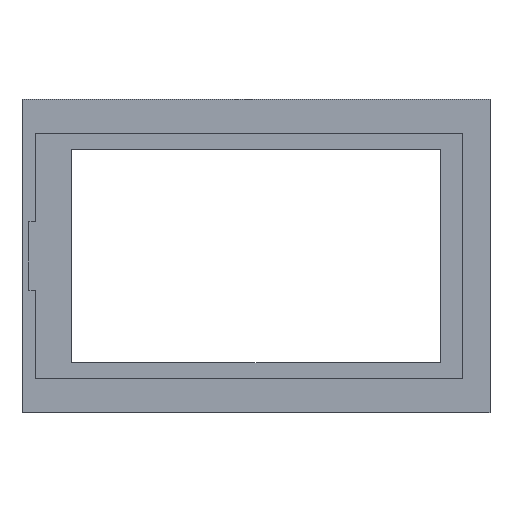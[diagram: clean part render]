
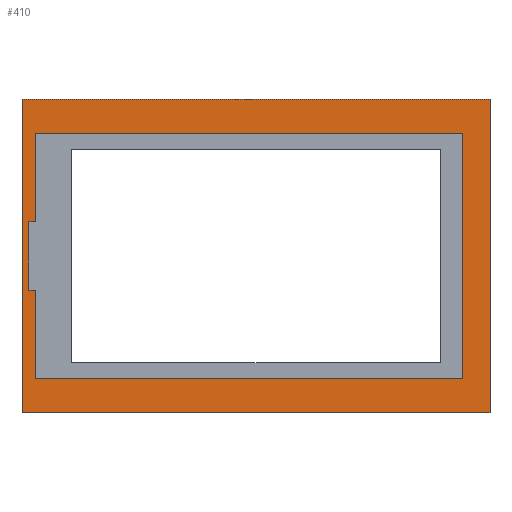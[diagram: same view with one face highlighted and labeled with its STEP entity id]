
A CAD part, top view. The second image highlights one B-rep face of the part: STEP entity #410.
In plain terms, the highlighted planar face has unit normal (0, 0, 1).
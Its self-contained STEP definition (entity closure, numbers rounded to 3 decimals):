
#18 = VECTOR ( 'NONE', #367, 1000. ) ;
#37 = DIRECTION ( 'NONE',  ( 1., 0., 0. ) ) ;
#40 = LINE ( 'NONE', #588, #387 ) ;
#42 = ORIENTED_EDGE ( 'NONE', *, *, #297, .F. ) ;
#51 = VECTOR ( 'NONE', #315, 1000. ) ;
#57 = VECTOR ( 'NONE', #554, 1000. ) ;
#65 = CARTESIAN_POINT ( 'NONE',  ( 13.828, 35.944, 3. ) ) ;
#67 = ORIENTED_EDGE ( 'NONE', *, *, #191, .F. ) ;
#77 = DIRECTION ( 'NONE',  ( 0., -1., 0. ) ) ;
#78 = VERTEX_POINT ( 'NONE', #386 ) ;
#79 = CARTESIAN_POINT ( 'NONE',  ( 107.828, 1.444, 3. ) ) ;
#80 = VECTOR ( 'NONE', #37, 1000. ) ;
#81 = VECTOR ( 'NONE', #484, 1000. ) ;
#93 = EDGE_CURVE ( 'NONE', #111, #328, #124, .T. ) ;
#106 = EDGE_CURVE ( 'NONE', #398, #524, #349, .T. ) ;
#111 = VERTEX_POINT ( 'NONE', #311 ) ;
#124 = LINE ( 'NONE', #436, #253 ) ;
#129 = CARTESIAN_POINT ( 'NONE',  ( 107.828, 55.444, 3. ) ) ;
#146 = CARTESIAN_POINT ( 'NONE',  ( 13.828, 1.444, 3. ) ) ;
#153 = VECTOR ( 'NONE', #322, 1000. ) ;
#154 = LINE ( 'NONE', #65, #527 ) ;
#157 = CARTESIAN_POINT ( 'NONE',  ( 10.828, -6.056, 3. ) ) ;
#170 = CARTESIAN_POINT ( 'NONE',  ( 10.828, 62.944, 3. ) ) ;
#176 = LINE ( 'NONE', #353, #81 ) ;
#184 = VECTOR ( 'NONE', #480, 1000. ) ;
#188 = CARTESIAN_POINT ( 'NONE',  ( 113.828, -6.056, 3. ) ) ;
#191 = EDGE_CURVE ( 'NONE', #580, #398, #176, .T. ) ;
#201 = DIRECTION ( 'NONE',  ( 0., 1., 0. ) ) ;
#212 = ORIENTED_EDGE ( 'NONE', *, *, #332, .F. ) ;
#215 = VERTEX_POINT ( 'NONE', #129 ) ;
#221 = EDGE_CURVE ( 'NONE', #78, #231, #40, .T. ) ;
#222 = LINE ( 'NONE', #320, #18 ) ;
#224 = CARTESIAN_POINT ( 'NONE',  ( 13.828, 35.944, 3. ) ) ;
#227 = LINE ( 'NONE', #551, #351 ) ;
#229 = EDGE_CURVE ( 'NONE', #316, #404, #303, .T. ) ;
#231 = VERTEX_POINT ( 'NONE', #505 ) ;
#242 = CARTESIAN_POINT ( 'NONE',  ( 113.828, 62.944, 3. ) ) ;
#253 = VECTOR ( 'NONE', #488, 1000. ) ;
#277 = LINE ( 'NONE', #506, #57 ) ;
#287 = VERTEX_POINT ( 'NONE', #188 ) ;
#293 = ORIENTED_EDGE ( 'NONE', *, *, #306, .F. ) ;
#297 = EDGE_CURVE ( 'NONE', #231, #580, #222, .T. ) ;
#298 = EDGE_LOOP ( 'NONE', ( #550, #431, #545, #384 ) ) ;
#302 = LINE ( 'NONE', #597, #184 ) ;
#303 = LINE ( 'NONE', #170, #51 ) ;
#304 = VECTOR ( 'NONE', #201, 1000. ) ;
#306 = EDGE_CURVE ( 'NONE', #215, #111, #510, .T. ) ;
#309 = EDGE_CURVE ( 'NONE', #404, #287, #277, .T. ) ;
#310 = ORIENTED_EDGE ( 'NONE', *, *, #221, .F. ) ;
#311 = CARTESIAN_POINT ( 'NONE',  ( 13.828, 55.444, 3. ) ) ;
#315 = DIRECTION ( 'NONE',  ( 0., -1., 0. ) ) ;
#316 = VERTEX_POINT ( 'NONE', #553 ) ;
#320 = CARTESIAN_POINT ( 'NONE',  ( 13.828, 20.944, 3. ) ) ;
#322 = DIRECTION ( 'NONE',  ( -1., 0., 0. ) ) ;
#327 = FACE_OUTER_BOUND ( 'NONE', #298, .T. ) ;
#328 = VERTEX_POINT ( 'NONE', #224 ) ;
#332 = EDGE_CURVE ( 'NONE', #524, #215, #227, .T. ) ;
#339 = EDGE_LOOP ( 'NONE', ( #354, #381, #293, #212, #518, #67, #42, #310 ) ) ;
#349 = LINE ( 'NONE', #442, #80 ) ;
#351 = VECTOR ( 'NONE', #409, 1000. ) ;
#353 = CARTESIAN_POINT ( 'NONE',  ( 13.828, 20.944, 3. ) ) ;
#354 = ORIENTED_EDGE ( 'NONE', *, *, #413, .F. ) ;
#367 = DIRECTION ( 'NONE',  ( 1., 0., 0. ) ) ;
#372 = DIRECTION ( 'NONE',  ( -1., 0., 0. ) ) ;
#381 = ORIENTED_EDGE ( 'NONE', *, *, #93, .F. ) ;
#384 = ORIENTED_EDGE ( 'NONE', *, *, #309, .T. ) ;
#386 = CARTESIAN_POINT ( 'NONE',  ( 12.328, 35.944, 3. ) ) ;
#387 = VECTOR ( 'NONE', #77, 1000. ) ;
#398 = VERTEX_POINT ( 'NONE', #146 ) ;
#404 = VERTEX_POINT ( 'NONE', #157 ) ;
#409 = DIRECTION ( 'NONE',  ( 0., 1., 0. ) ) ;
#410 = ADVANCED_FACE ( 'NONE', ( #557, #327 ), #428, .F. ) ;
#413 = EDGE_CURVE ( 'NONE', #328, #78, #154, .T. ) ;
#428 = PLANE ( 'NONE',  #467 ) ;
#431 = ORIENTED_EDGE ( 'NONE', *, *, #552, .T. ) ;
#436 = CARTESIAN_POINT ( 'NONE',  ( 13.828, 55.444, 3. ) ) ;
#442 = CARTESIAN_POINT ( 'NONE',  ( 13.828, 1.444, 3. ) ) ;
#465 = EDGE_CURVE ( 'NONE', #287, #514, #472, .T. ) ;
#467 = AXIS2_PLACEMENT_3D ( 'NONE', #513, #571, #522 ) ;
#472 = LINE ( 'NONE', #242, #304 ) ;
#480 = DIRECTION ( 'NONE',  ( -1., 0., 0. ) ) ;
#483 = CARTESIAN_POINT ( 'NONE',  ( 13.828, 20.944, 3. ) ) ;
#484 = DIRECTION ( 'NONE',  ( 0., -1., 0. ) ) ;
#488 = DIRECTION ( 'NONE',  ( 0., -1., 0. ) ) ;
#505 = CARTESIAN_POINT ( 'NONE',  ( 12.328, 20.944, 3. ) ) ;
#506 = CARTESIAN_POINT ( 'NONE',  ( 113.828, -6.056, 3. ) ) ;
#510 = LINE ( 'NONE', #594, #153 ) ;
#513 = CARTESIAN_POINT ( 'NONE',  ( 0., 0., 3. ) ) ;
#514 = VERTEX_POINT ( 'NONE', #578 ) ;
#518 = ORIENTED_EDGE ( 'NONE', *, *, #106, .F. ) ;
#522 = DIRECTION ( 'NONE',  ( -1., 0., 0. ) ) ;
#524 = VERTEX_POINT ( 'NONE', #79 ) ;
#527 = VECTOR ( 'NONE', #372, 1000. ) ;
#545 = ORIENTED_EDGE ( 'NONE', *, *, #229, .T. ) ;
#550 = ORIENTED_EDGE ( 'NONE', *, *, #465, .T. ) ;
#551 = CARTESIAN_POINT ( 'NONE',  ( 107.828, 55.444, 3. ) ) ;
#552 = EDGE_CURVE ( 'NONE', #514, #316, #302, .T. ) ;
#553 = CARTESIAN_POINT ( 'NONE',  ( 10.828, 62.944, 3. ) ) ;
#554 = DIRECTION ( 'NONE',  ( 1., 0., 0. ) ) ;
#557 = FACE_BOUND ( 'NONE', #339, .T. ) ;
#571 = DIRECTION ( 'NONE',  ( 0., 0., -1. ) ) ;
#578 = CARTESIAN_POINT ( 'NONE',  ( 113.828, 62.944, 3. ) ) ;
#580 = VERTEX_POINT ( 'NONE', #483 ) ;
#588 = CARTESIAN_POINT ( 'NONE',  ( 12.328, 35.944, 3. ) ) ;
#594 = CARTESIAN_POINT ( 'NONE',  ( 13.828, 55.444, 3. ) ) ;
#597 = CARTESIAN_POINT ( 'NONE',  ( 113.828, 62.944, 3. ) ) ;
